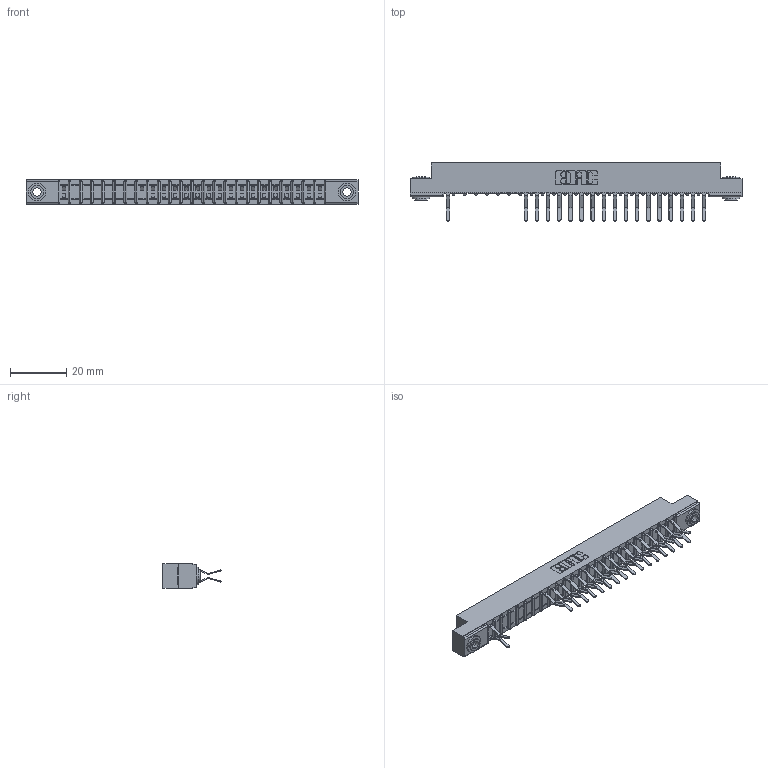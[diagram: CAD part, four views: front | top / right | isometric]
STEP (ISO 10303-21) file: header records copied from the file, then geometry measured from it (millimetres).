
FILE_DESCRIPTION (( 'STEP AP203' ), '1' );
FILE_NAME ('307-048-560-203.STEP', '2018-08-06T04:09:18', ( '' ), ( '' ), 'SwSTEP 2.0', 'SolidWorks 2016', '' );
FILE_SCHEMA (( 'CONFIG_CONTROL_DESIGN' ));
Length unit declared in the file: inch
Products named in the file (4): 307 Part_.156 Dia Mounting Holes; 307-290-001_560; 345-250-002_345-250-002-102; 307-048-560-203
Assembly tree (38 placements, depth 2):
  307-048-560-203
    307 Part_.156 Dia Mounting Holes
    307-290-001_560  x35
    345-250-002_345-250-002-102  x2
Bounding box: 118.11 x 20.73 x 8.71 mm (x, y, z)
Volume: 7602 mm3; surface area: 13049.6 mm2
Topology: 38 solids, 38 shells, 2075 faces, 5821 edges, 3762 vertices
Faces by surface type: plane 1327, cylinder 690, sphere 50, cone 8
Entity records: 24315 total; most frequent: CARTESIAN_POINT 4020, ORIENTED_EDGE 3986, DIRECTION 3947, EDGE_CURVE 1993, LINE 1513, VECTOR 1513, VERTEX_POINT 1290, AXIS2_PLACEMENT_3D 1217
